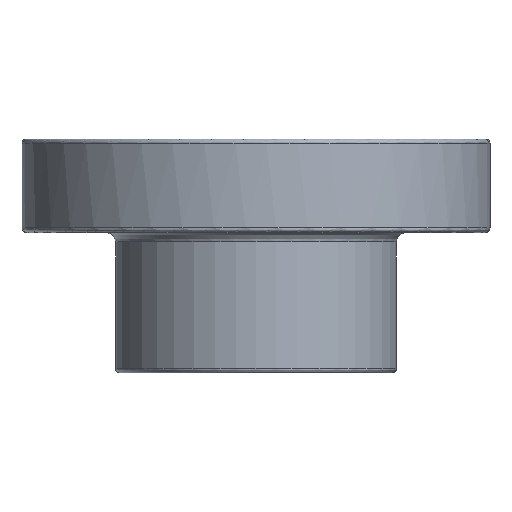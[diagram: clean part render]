
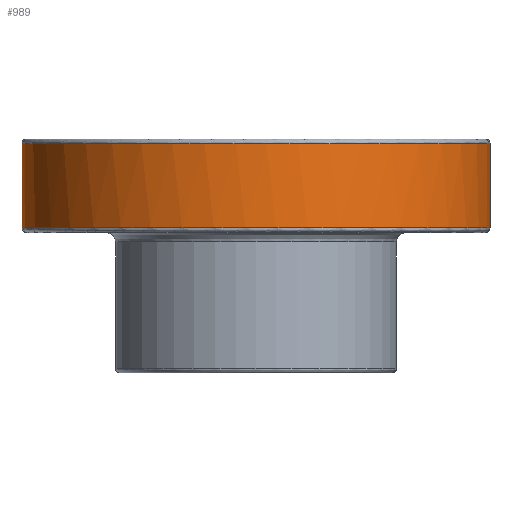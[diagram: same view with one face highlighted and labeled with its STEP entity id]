
A CAD part, front view. The second image highlights one B-rep face of the part: STEP entity #989.
In plain terms, the highlighted free-form (B-spline) face has degree [2, 1] with [5, 2] control points.
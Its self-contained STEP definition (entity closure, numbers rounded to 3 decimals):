
#352 = VERTEX_POINT('',#353);
#353 = CARTESIAN_POINT('',(-59.524,0.,
    -1.19));
#354 = VERTEX_POINT('',#355);
#355 = CARTESIAN_POINT('',(59.524,0.,-1.19));
#419 = VERTEX_POINT('',#420);
#420 = CARTESIAN_POINT('',(-59.524,0.,
    -22.619));
#427 = VERTEX_POINT('',#428);
#428 = CARTESIAN_POINT('',(59.524,0.,-22.619));
#968 = EDGE_CURVE('',#419,#352,#969,.T.);
#969 = B_SPLINE_CURVE_WITH_KNOTS('',1,(#970,#971),.UNSPECIFIED.,.F.,.F.,
  (2,2),(1.,19.),.PIECEWISE_BEZIER_KNOTS.);
#970 = CARTESIAN_POINT('',(-59.524,0.,
    -22.619));
#971 = CARTESIAN_POINT('',(-59.524,0.,
    -1.19));
#974 = EDGE_CURVE('',#427,#354,#975,.T.);
#975 = B_SPLINE_CURVE_WITH_KNOTS('',1,(#976,#977),.UNSPECIFIED.,.F.,.F.,
  (2,2),(1.,19.),.PIECEWISE_BEZIER_KNOTS.);
#976 = CARTESIAN_POINT('',(59.524,0.,-22.619));
#977 = CARTESIAN_POINT('',(59.524,0.,-1.19));
#989 = ADVANCED_FACE('',(#990),#1010,.T.);
#990 = FACE_BOUND('',#991,.T.);
#991 = EDGE_LOOP('',(#992,#993,#1001,#1002));
#992 = ORIENTED_EDGE('',*,*,#968,.F.);
#993 = ORIENTED_EDGE('',*,*,#994,.T.);
#994 = EDGE_CURVE('',#419,#427,#995,.T.);
#995 = ( BOUNDED_CURVE() B_SPLINE_CURVE(2,(#996,#997,#998,#999,#1000),
.UNSPECIFIED.,.F.,.F.) B_SPLINE_CURVE_WITH_KNOTS((3,2,3),(3.142,
4.712,6.283),.PIECEWISE_BEZIER_KNOTS.) CURVE() 
GEOMETRIC_REPRESENTATION_ITEM() RATIONAL_B_SPLINE_CURVE((1.,
0.707,1.,0.707,1.)) REPRESENTATION_ITEM('') );
#996 = CARTESIAN_POINT('',(-59.524,0.,
    -22.619));
#997 = CARTESIAN_POINT('',(-59.524,-59.524,
    -22.619));
#998 = CARTESIAN_POINT('',(0.,-59.524,
    -22.619));
#999 = CARTESIAN_POINT('',(59.524,-59.524,
    -22.619));
#1000 = CARTESIAN_POINT('',(59.524,0.,
    -22.619));
#1001 = ORIENTED_EDGE('',*,*,#974,.T.);
#1002 = ORIENTED_EDGE('',*,*,#1003,.T.);
#1003 = EDGE_CURVE('',#354,#352,#1004,.T.);
#1004 = ( BOUNDED_CURVE() B_SPLINE_CURVE(2,(#1005,#1006,#1007,#1008,
#1009),.UNSPECIFIED.,.F.,.F.) B_SPLINE_CURVE_WITH_KNOTS((3,2,3),(0.,
1.571,3.142),.PIECEWISE_BEZIER_KNOTS.) CURVE() 
GEOMETRIC_REPRESENTATION_ITEM() RATIONAL_B_SPLINE_CURVE((1.,
0.707,1.,0.707,1.)) REPRESENTATION_ITEM('') );
#1005 = CARTESIAN_POINT('',(59.524,0.,-1.19));
#1006 = CARTESIAN_POINT('',(59.524,-59.524,
    -1.19));
#1007 = CARTESIAN_POINT('',(0.,-59.524,
    -1.19));
#1008 = CARTESIAN_POINT('',(-59.524,-59.524,
    -1.19));
#1009 = CARTESIAN_POINT('',(-59.524,0.,
    -1.19));
#1010 = ( BOUNDED_SURFACE() B_SPLINE_SURFACE(2,1,(
    (#1011,#1012)
    ,(#1013,#1014)
    ,(#1015,#1016)
    ,(#1017,#1018)
    ,(#1019,#1020
)),.UNSPECIFIED.,.F.,.F.,.F.) B_SPLINE_SURFACE_WITH_KNOTS((3,2,3),(2,2),
  (3.142,4.712,6.283),(1.,19.),
.PIECEWISE_BEZIER_KNOTS.) GEOMETRIC_REPRESENTATION_ITEM() 
RATIONAL_B_SPLINE_SURFACE((
    (1.,1.)
    ,(0.707,0.707)
    ,(1.,1.)
    ,(0.707,0.707)
,(1.,1.))) REPRESENTATION_ITEM('') SURFACE() );
#1011 = CARTESIAN_POINT('',(-59.524,0.,
    -22.619));
#1012 = CARTESIAN_POINT('',(-59.524,0.,
    -1.19));
#1013 = CARTESIAN_POINT('',(-59.524,-59.524,
    -22.619));
#1014 = CARTESIAN_POINT('',(-59.524,-59.524,
    -1.19));
#1015 = CARTESIAN_POINT('',(0.,-59.524,
    -22.619));
#1016 = CARTESIAN_POINT('',(0.,-59.524,
    -1.19));
#1017 = CARTESIAN_POINT('',(59.524,-59.524,
    -22.619));
#1018 = CARTESIAN_POINT('',(59.524,-59.524,
    -1.19));
#1019 = CARTESIAN_POINT('',(59.524,0.,
    -22.619));
#1020 = CARTESIAN_POINT('',(59.524,0.,
    -1.19));
